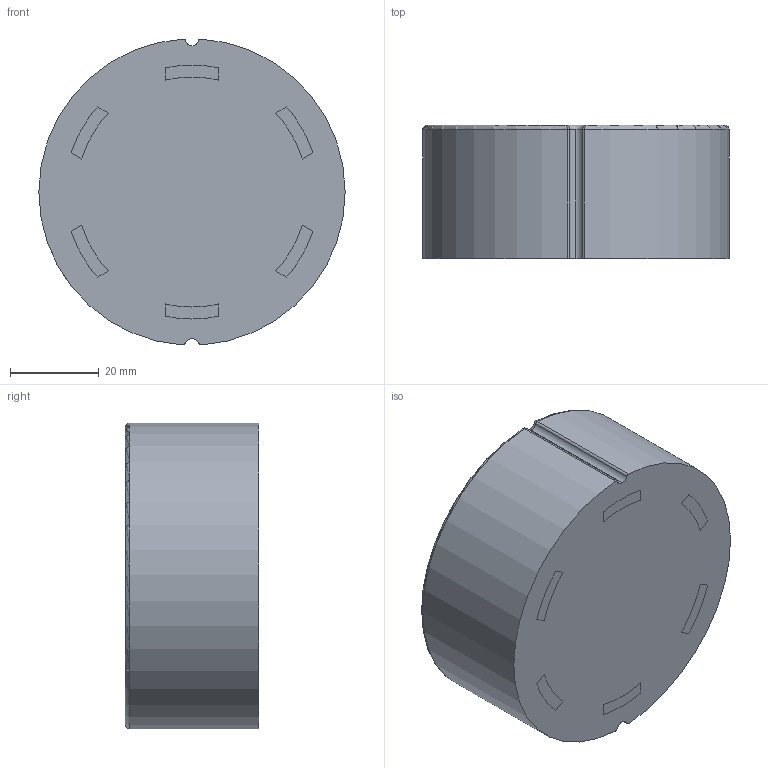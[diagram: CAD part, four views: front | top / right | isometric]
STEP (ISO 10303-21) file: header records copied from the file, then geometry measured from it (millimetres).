
FILE_DESCRIPTION (( 'STEP AP214' ), '1' );
FILE_NAME ('Dmasun.STEP', '2024-12-14T00:35:29', ( '' ), ( '' ), 'SwSTEP 2.0', 'SolidWorks 2025', '' );
FILE_SCHEMA (( 'AUTOMOTIVE_DESIGN' ));
Length unit declared in the file: millimetre
Products named in the file (1): Dmasun
Bounding box: 69 x 30 x 68.87 mm (x, y, z)
Volume: 44984 mm3; surface area: 24266 mm2
Topology: 7 solids, 7 shells, 81 faces, 186 edges, 118 vertices
Faces by surface type: cylinder 37, plane 27, torus 7, cone 6, bspline 2, sphere 2
Entity records: 2490 total; most frequent: CARTESIAN_POINT 536, DIRECTION 423, ORIENTED_EDGE 368, EDGE_CURVE 184, AXIS2_PLACEMENT_3D 175, VERTEX_POINT 118, CIRCLE 95, EDGE_LOOP 82
